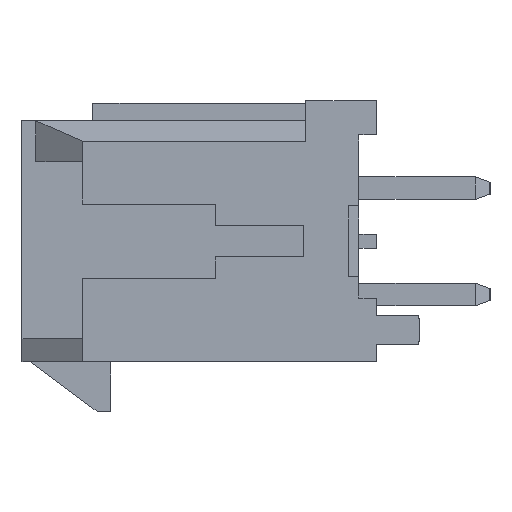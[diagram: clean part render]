
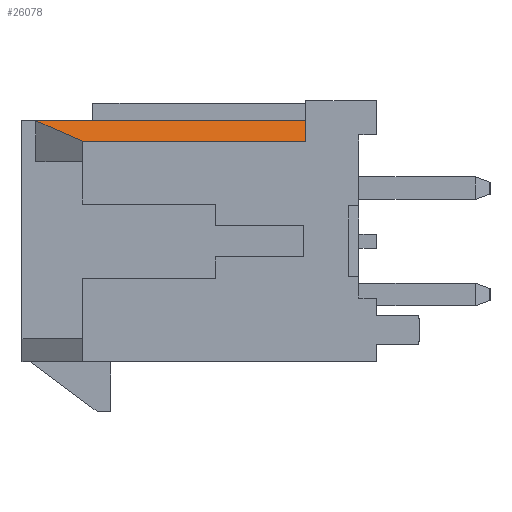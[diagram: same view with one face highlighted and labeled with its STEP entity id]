
A CAD part, left-side view. The second image highlights one B-rep face of the part: STEP entity #26078.
In plain terms, the highlighted planar face has unit normal (-0.499, 0, 0.867).
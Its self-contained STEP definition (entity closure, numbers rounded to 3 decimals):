
#720 = EDGE_CURVE ( 'NONE', #16484, #12369, #11316, .T. ) ;
#918 = ORIENTED_EDGE ( 'NONE', *, *, #32311, .F. ) ;
#1623 = FACE_OUTER_BOUND ( 'NONE', #27467, .T. ) ;
#1630 = CARTESIAN_POINT ( 'NONE',  ( -19.159, 0.344, 3.44 ) ) ;
#3613 = DIRECTION ( 'NONE',  ( -0.573, -0.75, -0.33 ) ) ;
#4479 = DIRECTION ( 'NONE',  ( 0.867, 0., 0.499 ) ) ;
#5945 = ORIENTED_EDGE ( 'NONE', *, *, #720, .F. ) ;
#6758 = CARTESIAN_POINT ( 'NONE',  ( -20.158, 42.737, 2.865 ) ) ;
#6966 = ORIENTED_EDGE ( 'NONE', *, *, #30667, .T. ) ;
#7137 = DIRECTION ( 'NONE',  ( -0.499, 0., 0.867 ) ) ;
#8467 = ORIENTED_EDGE ( 'NONE', *, *, #14296, .T. ) ;
#9444 = CARTESIAN_POINT ( 'NONE',  ( -22.674, -4.253, 1.418 ) ) ;
#9653 = VECTOR ( 'NONE', #36108, 1000. ) ;
#9980 = AXIS2_PLACEMENT_3D ( 'NONE', #6758, #7137, #4479 ) ;
#10887 = VERTEX_POINT ( 'NONE', #31269 ) ;
#11316 = LINE ( 'NONE', #37192, #22177 ) ;
#12369 = VERTEX_POINT ( 'NONE', #22339 ) ;
#13294 = LINE ( 'NONE', #20029, #22981 ) ;
#14296 = EDGE_CURVE ( 'NONE', #18724, #10887, #23034, .T. ) ;
#15574 = PLANE ( 'NONE',  #9980 ) ;
#16484 = VERTEX_POINT ( 'NONE', #37110 ) ;
#18152 = LINE ( 'NONE', #29868, #9653 ) ;
#18724 = VERTEX_POINT ( 'NONE', #1630 ) ;
#20029 = CARTESIAN_POINT ( 'NONE',  ( -19.159, 0.737, 3.44 ) ) ;
#22177 = VECTOR ( 'NONE', #36840, 1000. ) ;
#22339 = CARTESIAN_POINT ( 'NONE',  ( -20.158, -7.263, 2.865 ) ) ;
#22981 = VECTOR ( 'NONE', #26425, 1000. ) ;
#23034 = LINE ( 'NONE', #9444, #34319 ) ;
#26078 = ADVANCED_FACE ( 'NONE', ( #1623 ), #15574, .T. ) ;
#26425 = DIRECTION ( 'NONE',  ( 0., -1., 0. ) ) ;
#27467 = EDGE_LOOP ( 'NONE', ( #8467, #6966, #5945, #918 ) ) ;
#29868 = CARTESIAN_POINT ( 'NONE',  ( -20.158, 42.737, 2.865 ) ) ;
#30667 = EDGE_CURVE ( 'NONE', #10887, #12369, #18152, .T. ) ;
#31269 = CARTESIAN_POINT ( 'NONE',  ( -20.158, -0.963, 2.865 ) ) ;
#32311 = EDGE_CURVE ( 'NONE', #18724, #16484, #13294, .T. ) ;
#34319 = VECTOR ( 'NONE', #3613, 1000. ) ;
#36108 = DIRECTION ( 'NONE',  ( 0., -1., 0. ) ) ;
#36840 = DIRECTION ( 'NONE',  ( -0.867, 0., -0.499 ) ) ;
#37110 = CARTESIAN_POINT ( 'NONE',  ( -19.159, -7.263, 3.44 ) ) ;
#37192 = CARTESIAN_POINT ( 'NONE',  ( -20.158, -7.263, 2.865 ) ) ;
